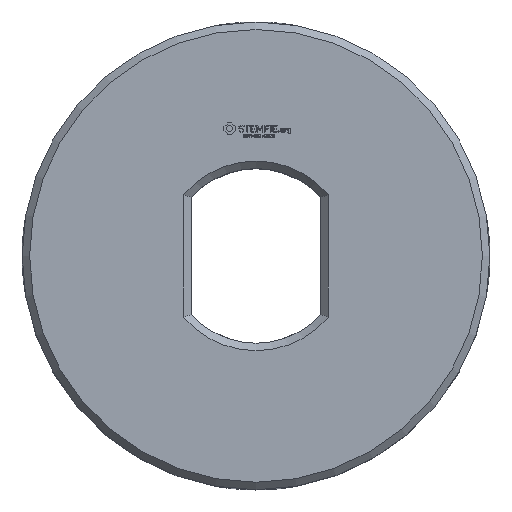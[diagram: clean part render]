
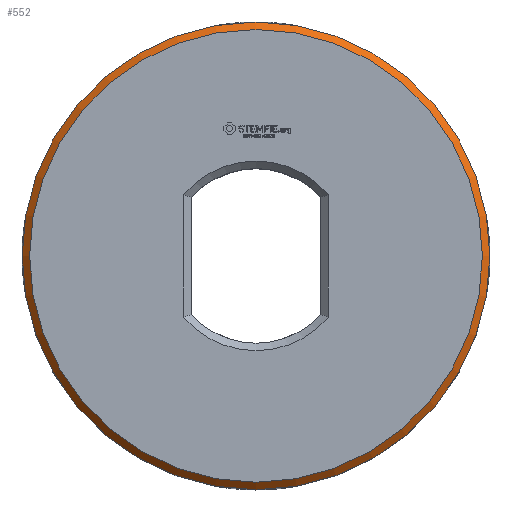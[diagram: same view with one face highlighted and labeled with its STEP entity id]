
A CAD part, top view. The second image highlights one B-rep face of the part: STEP entity #552.
In plain terms, the highlighted conical face has half-angle 45 degrees and reference radius 9.375 mm.
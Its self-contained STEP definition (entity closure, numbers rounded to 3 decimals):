
#114 = VERTEX_POINT('',#115);
#115 = CARTESIAN_POINT('',(9.375,0.,5.95));
#121 = EDGE_CURVE('',#114,#114,#122,.T.);
#122 = CIRCLE('',#123,9.375);
#123 = AXIS2_PLACEMENT_3D('',#124,#125,#126);
#124 = CARTESIAN_POINT('',(0.,0.,5.95));
#125 = DIRECTION('',(0.,0.,1.));
#126 = DIRECTION('',(1.,0.,0.));
#552 = ADVANCED_FACE('',(#553),#572,.T.);
#553 = FACE_BOUND('',#554,.T.);
#554 = EDGE_LOOP('',(#555,#563,#564,#565));
#555 = ORIENTED_EDGE('',*,*,#556,.F.);
#556 = EDGE_CURVE('',#114,#557,#559,.T.);
#557 = VERTEX_POINT('',#558);
#558 = CARTESIAN_POINT('',(9.075,0.,6.25));
#559 = LINE('',#560,#561);
#560 = CARTESIAN_POINT('',(9.375,0.,5.95));
#561 = VECTOR('',#562,1.);
#562 = DIRECTION('',(-0.707,0.,0.707));
#563 = ORIENTED_EDGE('',*,*,#121,.T.);
#564 = ORIENTED_EDGE('',*,*,#556,.T.);
#565 = ORIENTED_EDGE('',*,*,#566,.F.);
#566 = EDGE_CURVE('',#557,#557,#567,.T.);
#567 = CIRCLE('',#568,9.075);
#568 = AXIS2_PLACEMENT_3D('',#569,#570,#571);
#569 = CARTESIAN_POINT('',(0.,0.,6.25));
#570 = DIRECTION('',(0.,0.,1.));
#571 = DIRECTION('',(1.,0.,0.));
#572 = CONICAL_SURFACE('',#573,9.375,0.785);
#573 = AXIS2_PLACEMENT_3D('',#574,#575,#576);
#574 = CARTESIAN_POINT('',(0.,0.,5.95));
#575 = DIRECTION('',(-0.,-0.,-1.));
#576 = DIRECTION('',(1.,0.,0.));
